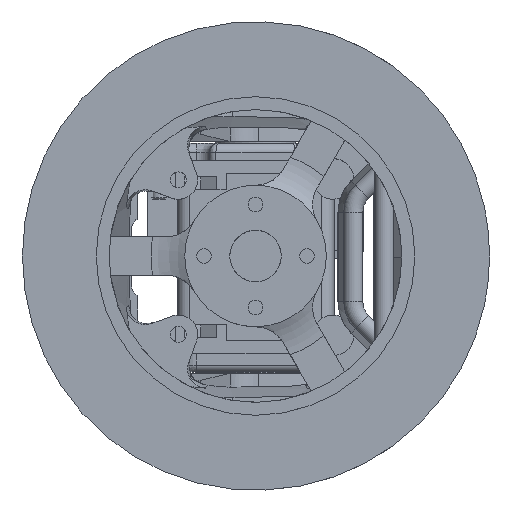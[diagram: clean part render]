
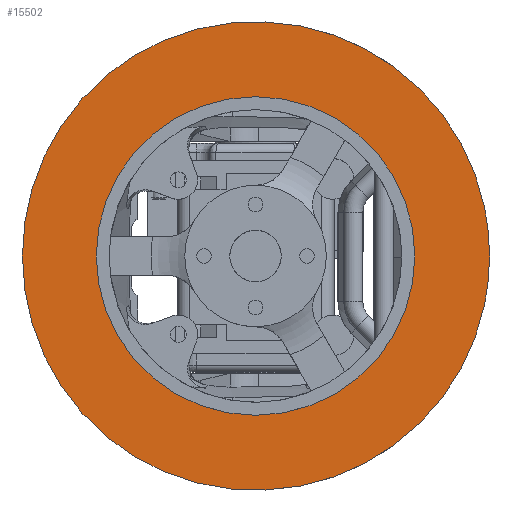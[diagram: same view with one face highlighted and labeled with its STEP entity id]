
A CAD part, top view. The second image highlights one B-rep face of the part: STEP entity #15502.
In plain terms, the highlighted planar face has unit normal (0, 0, 1).
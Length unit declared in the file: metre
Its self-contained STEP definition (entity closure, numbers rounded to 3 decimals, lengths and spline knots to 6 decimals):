
#854=CIRCLE('',#16717,0.02475);
#5253=ORIENTED_EDGE('',*,*,#8848,.F.);
#5254=ORIENTED_EDGE('',*,*,#8849,.T.);
#5255=ORIENTED_EDGE('',*,*,#8815,.F.);
#8815=EDGE_CURVE('',#10760,#10758,#11986,.T.);
#8848=EDGE_CURVE('',#10780,#10780,#854,.T.);
#8849=EDGE_CURVE('',#10760,#10758,#11993,.T.);
#10758=VERTEX_POINT('',#30924);
#10760=VERTEX_POINT('',#30957);
#10780=VERTEX_POINT('',#31071);
#11986=B_SPLINE_CURVE_WITH_KNOTS('',3,(#30958,#30959,#30960,#30961,#30962,
#30963,#30964,#30965,#30966,#30967,#30968,#30969,#30970,#30971,#30972,#30973,
#30974,#30975,#30976,#30977,#30978,#30979,#30980,#30981,#30982,#30983,#30984),
 .UNSPECIFIED.,.F.,.F.,(4,1,1,1,1,1,1,1,1,1,1,1,1,1,1,1,1,1,1,1,1,1,1,1,
4),(0.,0.007105,0.010658,0.014211,0.021316,
0.028422,0.035527,0.03908,0.042633,
0.046186,0.049738,0.053291,0.056844,
0.063949,0.071055,0.074608,0.07816,
0.081713,0.085266,0.088819,0.092371,
0.095924,0.099477,0.106582,0.113688),
 .UNSPECIFIED.);
#11993=B_SPLINE_CURVE_WITH_KNOTS('',3,(#31073,#31074,#31075,#31076,#31077,
#31078,#31079,#31080,#31081,#31082,#31083,#31084,#31085,#31086,#31087,#31088,
#31089,#31090,#31091,#31092,#31093,#31094,#31095,#31096,#31097,#31098,#31099),
 .UNSPECIFIED.,.F.,.F.,(4,1,1,1,1,1,1,1,1,1,1,1,1,1,1,1,1,1,1,1,1,1,1,1,
4),(0.,0.007105,0.010658,0.014211,0.021316,
0.028422,0.035527,0.03908,0.042633,
0.046186,0.049738,0.053291,0.056844,
0.063949,0.071055,0.074608,0.07816,
0.081713,0.085266,0.088819,0.092371,
0.095924,0.099477,0.106582,0.113688),
 .UNSPECIFIED.);
#12686=EDGE_LOOP('',(#5253));
#12687=EDGE_LOOP('',(#5254,#5255));
#13927=FACE_BOUND('',#12686,.T.);
#13928=FACE_BOUND('',#12687,.T.);
#14811=PLANE('',#16718);
#15502=ADVANCED_FACE('',(#13927,#13928),#14811,.T.);
#16717=AXIS2_PLACEMENT_3D('',#31070,#18995,#18996);
#16718=AXIS2_PLACEMENT_3D('',#31072,#18997,#18998);
#18995=DIRECTION('',(0.,0.,1.));
#18996=DIRECTION('',(1.,0.,0.));
#18997=DIRECTION('',(0.,0.,1.));
#18998=DIRECTION('',(1.,0.,0.));
#30924=CARTESIAN_POINT('',(0.,-0.036364,-0.102));
#30957=CARTESIAN_POINT('',(0.,0.036218,-0.102));
#30958=CARTESIAN_POINT('',(0.,0.036218,-0.102));
#30959=CARTESIAN_POINT('',(0.002402,0.036218,-0.102));
#30960=CARTESIAN_POINT('',(0.005948,0.035873,-0.102));
#30961=CARTESIAN_POINT('',(0.010559,0.034746,-0.102));
#30962=CARTESIAN_POINT('',(0.015102,0.033149,-0.102));
#30963=CARTESIAN_POINT('',(0.020331,0.0304,-0.102));
#30964=CARTESIAN_POINT('',(0.025953,0.02583,-0.102));
#30965=CARTESIAN_POINT('',(0.029716,0.021266,-0.102));
#30966=CARTESIAN_POINT('',(0.032193,0.017135,-0.102));
#30967=CARTESIAN_POINT('',(0.033707,0.013916,-0.102));
#30968=CARTESIAN_POINT('',(0.0349,0.010569,-0.102));
#30969=CARTESIAN_POINT('',(0.035769,0.007069,-0.102));
#30970=CARTESIAN_POINT('',(0.036282,0.00353,-0.102));
#30971=CARTESIAN_POINT('',(0.036509,-0.001196,-0.102));
#30972=CARTESIAN_POINT('',(0.035917,-0.007206,-0.102));
#30973=CARTESIAN_POINT('',(0.034211,-0.012863,-0.102));
#30974=CARTESIAN_POINT('',(0.032163,-0.017219,-0.102));
#30975=CARTESIAN_POINT('',(0.030331,-0.02028,-0.102));
#30976=CARTESIAN_POINT('',(0.028218,-0.023132,-0.102));
#30977=CARTESIAN_POINT('',(0.025814,-0.025788,-0.102));
#30978=CARTESIAN_POINT('',(0.023145,-0.028203,-0.102));
#30979=CARTESIAN_POINT('',(0.020288,-0.030313,-0.102));
#30980=CARTESIAN_POINT('',(0.017232,-0.03214,-0.102));
#30981=CARTESIAN_POINT('',(0.012872,-0.034186,-0.102));
#30982=CARTESIAN_POINT('',(0.007206,-0.035888,-0.102));
#30983=CARTESIAN_POINT('',(0.002403,-0.036364,-0.102));
#30984=CARTESIAN_POINT('',(0.,-0.036364,-0.102));
#31070=CARTESIAN_POINT('',(0.,0.,-0.102));
#31071=CARTESIAN_POINT('',(0.02475,0.,-0.102));
#31072=CARTESIAN_POINT('',(0.,0.,-0.102));
#31073=CARTESIAN_POINT('',(0.,0.036218,-0.102));
#31074=CARTESIAN_POINT('',(-0.002402,0.036218,-0.102));
#31075=CARTESIAN_POINT('',(-0.005948,0.035873,-0.102));
#31076=CARTESIAN_POINT('',(-0.010559,0.034746,-0.102));
#31077=CARTESIAN_POINT('',(-0.015102,0.033149,-0.102));
#31078=CARTESIAN_POINT('',(-0.020331,0.0304,-0.102));
#31079=CARTESIAN_POINT('',(-0.025953,0.02583,-0.102));
#31080=CARTESIAN_POINT('',(-0.029716,0.021266,-0.102));
#31081=CARTESIAN_POINT('',(-0.032193,0.017135,-0.102));
#31082=CARTESIAN_POINT('',(-0.033707,0.013916,-0.102));
#31083=CARTESIAN_POINT('',(-0.0349,0.010569,-0.102));
#31084=CARTESIAN_POINT('',(-0.035769,0.007069,-0.102));
#31085=CARTESIAN_POINT('',(-0.036282,0.00353,-0.102));
#31086=CARTESIAN_POINT('',(-0.036509,-0.001196,-0.102));
#31087=CARTESIAN_POINT('',(-0.035917,-0.007206,-0.102));
#31088=CARTESIAN_POINT('',(-0.034211,-0.012863,-0.102));
#31089=CARTESIAN_POINT('',(-0.032163,-0.017219,-0.102));
#31090=CARTESIAN_POINT('',(-0.030331,-0.02028,-0.102));
#31091=CARTESIAN_POINT('',(-0.028218,-0.023132,-0.102));
#31092=CARTESIAN_POINT('',(-0.025814,-0.025788,-0.102));
#31093=CARTESIAN_POINT('',(-0.023145,-0.028203,-0.102));
#31094=CARTESIAN_POINT('',(-0.020288,-0.030313,-0.102));
#31095=CARTESIAN_POINT('',(-0.017232,-0.03214,-0.102));
#31096=CARTESIAN_POINT('',(-0.012872,-0.034186,-0.102));
#31097=CARTESIAN_POINT('',(-0.007206,-0.035888,-0.102));
#31098=CARTESIAN_POINT('',(-0.002403,-0.036364,-0.102));
#31099=CARTESIAN_POINT('',(0.,-0.036364,-0.102));
